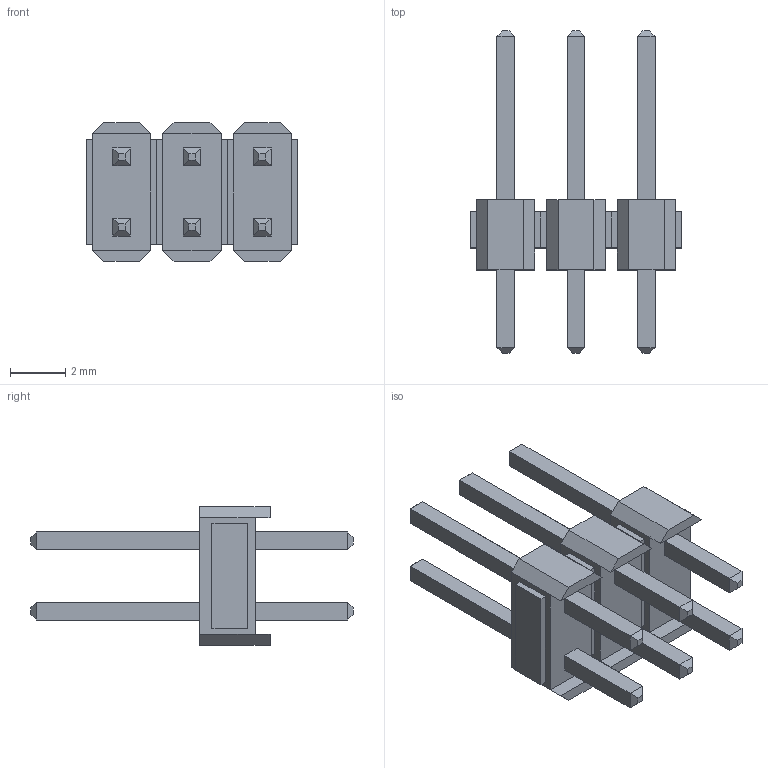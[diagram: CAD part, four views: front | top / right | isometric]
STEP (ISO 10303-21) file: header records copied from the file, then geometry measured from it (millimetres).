
FILE_DESCRIPTION (( 'STEP AP214' ), '1' );
FILE_NAME ('PLD-06.STEP', '2019-06-28T08:49:01', ( '' ), ( '' ), 'SwSTEP 2.0', 'SolidWorks 2018', '' );
FILE_SCHEMA (( 'AUTOMOTIVE_DESIGN' ));
Length unit declared in the file: millimetre
Products named in the file (1): PLD-06
Bounding box: 7.62 x 11.64 x 5 mm (x, y, z)
Volume: 93 mm3; surface area: 312.5 mm2
Topology: 3 solids, 3 shells, 180 faces, 408 edges, 252 vertices
Faces by surface type: plane 180
Entity records: 6884 total; most frequent: CARTESIAN_POINT 841, ORIENTED_EDGE 816, DIRECTION 770, LINE 408, VECTOR 408, EDGE_CURVE 408, VERTEX_POINT 252, EDGE_LOOP 198
